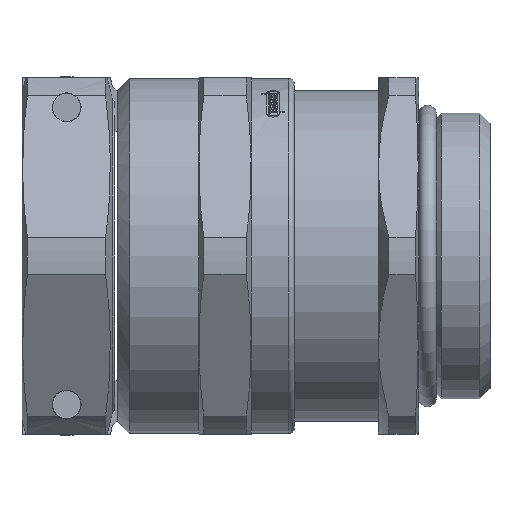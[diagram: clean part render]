
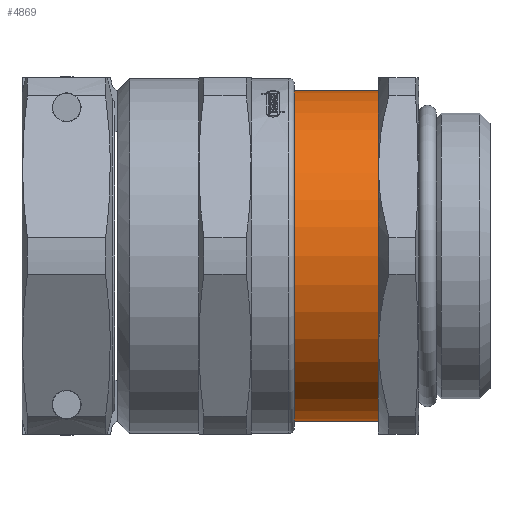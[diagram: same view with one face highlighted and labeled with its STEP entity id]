
A CAD part, front view. The second image highlights one B-rep face of the part: STEP entity #4869.
In plain terms, the highlighted cylindrical face has radius 18.5 mm (diameter 37 mm), a full revolution.
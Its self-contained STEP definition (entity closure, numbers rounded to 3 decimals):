
#1028=FACE_BOUND('',#1413,.T.);
#1106=FACE_OUTER_BOUND('',#1412,.T.);
#1412=EDGE_LOOP('',(#3325));
#1413=EDGE_LOOP('',(#3326));
#1782=CIRCLE('',#5223,18.5);
#1784=CIRCLE('',#5226,18.5);
#2073=VERTEX_POINT('',#7407);
#2075=VERTEX_POINT('',#7412);
#2583=EDGE_CURVE('',#2073,#2073,#1782,.T.);
#2585=EDGE_CURVE('',#2075,#2075,#1784,.T.);
#3325=ORIENTED_EDGE('',*,*,#2585,.F.);
#3326=ORIENTED_EDGE('',*,*,#2583,.T.);
#4784=CYLINDRICAL_SURFACE('',#5225,18.5);
#4869=ADVANCED_FACE('',(#1106,#1028),#4784,.T.);
#5223=AXIS2_PLACEMENT_3D('',#7408,#5862,#5863);
#5225=AXIS2_PLACEMENT_3D('',#7411,#5866,#5867);
#5226=AXIS2_PLACEMENT_3D('',#7413,#5868,#5869);
#5862=DIRECTION('center_axis',(1.,0.,0.));
#5863=DIRECTION('ref_axis',(0.,0.,-1.));
#5866=DIRECTION('center_axis',(1.,0.,0.));
#5867=DIRECTION('ref_axis',(0.,1.,0.));
#5868=DIRECTION('center_axis',(1.,0.,0.));
#5869=DIRECTION('ref_axis',(0.,1.,0.));
#7407=CARTESIAN_POINT('',(-23.061,18.5,0.));
#7408=CARTESIAN_POINT('Origin',(-23.061,0.,0.));
#7411=CARTESIAN_POINT('Origin',(-17.781,0.,0.));
#7412=CARTESIAN_POINT('',(-12.5,18.5,0.));
#7413=CARTESIAN_POINT('Origin',(-12.5,0.,0.));
